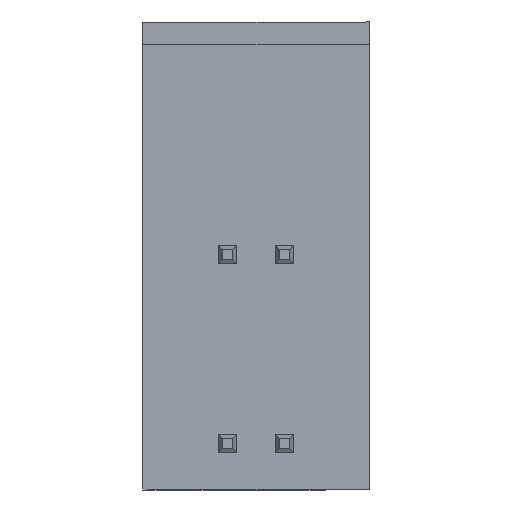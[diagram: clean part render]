
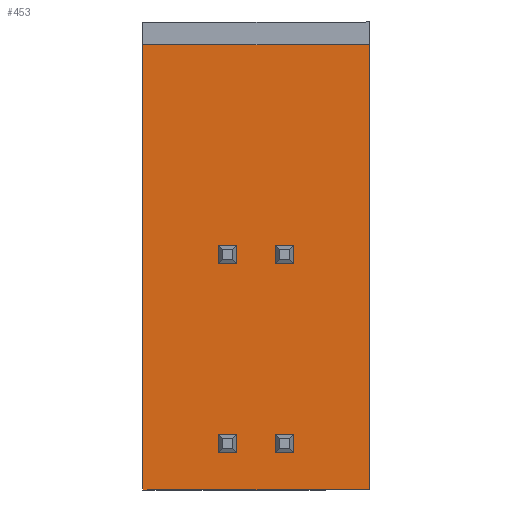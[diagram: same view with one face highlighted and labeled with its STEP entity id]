
A CAD part, left-side view. The second image highlights one B-rep face of the part: STEP entity #453.
In plain terms, the highlighted planar face has unit normal (-1, 0, 0).
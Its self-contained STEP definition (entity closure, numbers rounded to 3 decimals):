
#453 = ADVANCED_FACE( '', ( #947, #948, #949, #950, #951 ), #952, .F. );
#947 = FACE_BOUND( '', #1485, .T. );
#948 = FACE_BOUND( '', #1486, .T. );
#949 = FACE_OUTER_BOUND( '', #1487, .T. );
#950 = FACE_BOUND( '', #1488, .T. );
#951 = FACE_BOUND( '', #1489, .T. );
#952 = PLANE( '', #1490 );
#1485 = EDGE_LOOP( '', ( #2745, #2746, #2747, #2748 ) );
#1486 = EDGE_LOOP( '', ( #2749, #2750, #2751, #2752 ) );
#1487 = EDGE_LOOP( '', ( #2753, #2754, #2755, #2756 ) );
#1488 = EDGE_LOOP( '', ( #2757, #2758, #2759, #2760 ) );
#1489 = EDGE_LOOP( '', ( #2761, #2762, #2763, #2764 ) );
#1490 = AXIS2_PLACEMENT_3D( '', #2765, #2766, #2767 );
#2745 = ORIENTED_EDGE( '', *, *, #3672, .F. );
#2746 = ORIENTED_EDGE( '', *, *, #3669, .T. );
#2747 = ORIENTED_EDGE( '', *, *, #3205, .F. );
#2748 = ORIENTED_EDGE( '', *, *, #3534, .T. );
#2749 = ORIENTED_EDGE( '', *, *, #3673, .F. );
#2750 = ORIENTED_EDGE( '', *, *, #3674, .T. );
#2751 = ORIENTED_EDGE( '', *, *, #3570, .F. );
#2752 = ORIENTED_EDGE( '', *, *, #3649, .T. );
#2753 = ORIENTED_EDGE( '', *, *, #3675, .T. );
#2754 = ORIENTED_EDGE( '', *, *, #3503, .T. );
#2755 = ORIENTED_EDGE( '', *, *, #3412, .T. );
#2756 = ORIENTED_EDGE( '', *, *, #3617, .F. );
#2757 = ORIENTED_EDGE( '', *, *, #3324, .F. );
#2758 = ORIENTED_EDGE( '', *, *, #3599, .T. );
#2759 = ORIENTED_EDGE( '', *, *, #3247, .F. );
#2760 = ORIENTED_EDGE( '', *, *, #3676, .T. );
#2761 = ORIENTED_EDGE( '', *, *, #3677, .F. );
#2762 = ORIENTED_EDGE( '', *, *, #3190, .T. );
#2763 = ORIENTED_EDGE( '', *, *, #3580, .F. );
#2764 = ORIENTED_EDGE( '', *, *, #3595, .T. );
#2765 = CARTESIAN_POINT( '', ( -19.7, 198.5, -38.8 ) );
#2766 = DIRECTION( '', ( 1., 0., 0. ) );
#2767 = DIRECTION( '', ( 0., 0., -1. ) );
#3190 = EDGE_CURVE( '', #3816, #3817, #3818, .T. );
#3205 = EDGE_CURVE( '', #3841, #3843, #3844, .T. );
#3247 = EDGE_CURVE( '', #3914, #3916, #3917, .T. );
#3324 = EDGE_CURVE( '', #4042, #4045, #4046, .T. );
#3412 = EDGE_CURVE( '', #4185, #4182, #4186, .T. );
#3503 = EDGE_CURVE( '', #4313, #4185, #4314, .T. );
#3534 = EDGE_CURVE( '', #3841, #4354, #4355, .T. );
#3570 = EDGE_CURVE( '', #4400, #4402, #4403, .T. );
#3580 = EDGE_CURVE( '', #4415, #3817, #4417, .T. );
#3595 = EDGE_CURVE( '', #4415, #4437, #4438, .T. );
#3599 = EDGE_CURVE( '', #4042, #3916, #4442, .T. );
#3617 = EDGE_CURVE( '', #4461, #4182, #4463, .T. );
#3649 = EDGE_CURVE( '', #4400, #4503, #4504, .T. );
#3669 = EDGE_CURVE( '', #4527, #3843, #4528, .T. );
#3672 = EDGE_CURVE( '', #4527, #4354, #4531, .T. );
#3673 = EDGE_CURVE( '', #4532, #4503, #4533, .T. );
#3674 = EDGE_CURVE( '', #4532, #4402, #4534, .T. );
#3675 = EDGE_CURVE( '', #4461, #4313, #4535, .T. );
#3676 = EDGE_CURVE( '', #3914, #4045, #4536, .T. );
#3677 = EDGE_CURVE( '', #3816, #4437, #4537, .T. );
#3816 = VERTEX_POINT( '', #4708 );
#3817 = VERTEX_POINT( '', #4709 );
#3818 = LINE( '', #4710, #4711 );
#3841 = VERTEX_POINT( '', #4742 );
#3843 = VERTEX_POINT( '', #4745 );
#3844 = LINE( '', #4746, #4747 );
#3914 = VERTEX_POINT( '', #4852 );
#3916 = VERTEX_POINT( '', #4855 );
#3917 = LINE( '', #4856, #4857 );
#4042 = VERTEX_POINT( '', #5039 );
#4045 = VERTEX_POINT( '', #5043 );
#4046 = LINE( '', #5044, #5045 );
#4182 = VERTEX_POINT( '', #5236 );
#4185 = VERTEX_POINT( '', #5240 );
#4186 = LINE( '', #5241, #5242 );
#4313 = VERTEX_POINT( '', #5435 );
#4314 = LINE( '', #5436, #5437 );
#4354 = VERTEX_POINT( '', #5502 );
#4355 = LINE( '', #5503, #5504 );
#4400 = VERTEX_POINT( '', #5571 );
#4402 = VERTEX_POINT( '', #5574 );
#4403 = LINE( '', #5575, #5576 );
#4415 = VERTEX_POINT( '', #5591 );
#4417 = LINE( '', #5594, #5595 );
#4437 = VERTEX_POINT( '', #5624 );
#4438 = LINE( '', #5625, #5626 );
#4442 = LINE( '', #5632, #5633 );
#4461 = VERTEX_POINT( '', #5659 );
#4463 = LINE( '', #5662, #5663 );
#4503 = VERTEX_POINT( '', #5736 );
#4504 = LINE( '', #5737, #5738 );
#4527 = VERTEX_POINT( '', #5769 );
#4528 = LINE( '', #5770, #5771 );
#4531 = LINE( '', #5775, #5776 );
#4532 = VERTEX_POINT( '', #5777 );
#4533 = LINE( '', #5778, #5779 );
#4534 = LINE( '', #5780, #5781 );
#4535 = LINE( '', #5782, #5783 );
#4536 = LINE( '', #5784, #5785 );
#4537 = LINE( '', #5786, #5787 );
#4708 = CARTESIAN_POINT( '', ( -19.7, 208.5, -53.6 ) );
#4709 = CARTESIAN_POINT( '', ( -19.7, 207.3, -53.6 ) );
#4710 = CARTESIAN_POINT( '', ( -19.7, 198.5, -53.6 ) );
#4711 = VECTOR( '', #5921, 1000. );
#4742 = CARTESIAN_POINT( '', ( -19.7, 203.5, -54.8 ) );
#4745 = CARTESIAN_POINT( '', ( -19.7, 203.5, -53.6 ) );
#4746 = CARTESIAN_POINT( '', ( -19.7, 203.5, -38.8 ) );
#4747 = VECTOR( '', #5937, 1000. );
#4852 = CARTESIAN_POINT( '', ( -19.7, 207.3, -67.3 ) );
#4855 = CARTESIAN_POINT( '', ( -19.7, 207.3, -66.1 ) );
#4856 = CARTESIAN_POINT( '', ( -19.7, 207.3, -38.8 ) );
#4857 = VECTOR( '', #5980, 1000. );
#5039 = CARTESIAN_POINT( '', ( -19.7, 208.5, -66.1 ) );
#5043 = CARTESIAN_POINT( '', ( -19.7, 208.5, -67.3 ) );
#5044 = CARTESIAN_POINT( '', ( -19.7, 208.5, -38.8 ) );
#5045 = VECTOR( '', #6066, 1000. );
#5236 = CARTESIAN_POINT( '', ( -19.7, 213.5, -69.8 ) );
#5240 = CARTESIAN_POINT( '', ( -19.7, 213.5, -40.3 ) );
#5241 = CARTESIAN_POINT( '', ( -19.7, 213.5, -38.8 ) );
#5242 = VECTOR( '', #6153, 1000. );
#5435 = CARTESIAN_POINT( '', ( -19.7, 198.5, -40.3 ) );
#5436 = CARTESIAN_POINT( '', ( -19.7, 213.5, -40.3 ) );
#5437 = VECTOR( '', #6238, 1000. );
#5502 = CARTESIAN_POINT( '', ( -19.7, 204.7, -54.8 ) );
#5503 = CARTESIAN_POINT( '', ( -19.7, 198.5, -54.8 ) );
#5504 = VECTOR( '', #6267, 1000. );
#5571 = CARTESIAN_POINT( '', ( -19.7, 204.7, -66.1 ) );
#5574 = CARTESIAN_POINT( '', ( -19.7, 204.7, -67.3 ) );
#5575 = CARTESIAN_POINT( '', ( -19.7, 204.7, -38.8 ) );
#5576 = VECTOR( '', #6297, 1000. );
#5591 = CARTESIAN_POINT( '', ( -19.7, 207.3, -54.8 ) );
#5594 = CARTESIAN_POINT( '', ( -19.7, 207.3, -38.8 ) );
#5595 = VECTOR( '', #6308, 1000. );
#5624 = CARTESIAN_POINT( '', ( -19.7, 208.5, -54.8 ) );
#5625 = CARTESIAN_POINT( '', ( -19.7, 198.5, -54.8 ) );
#5626 = VECTOR( '', #6321, 1000. );
#5632 = CARTESIAN_POINT( '', ( -19.7, 198.5, -66.1 ) );
#5633 = VECTOR( '', #6324, 1000. );
#5659 = CARTESIAN_POINT( '', ( -19.7, 198.5, -69.8 ) );
#5662 = CARTESIAN_POINT( '', ( -19.7, 198.5, -69.8 ) );
#5663 = VECTOR( '', #6336, 1000. );
#5736 = CARTESIAN_POINT( '', ( -19.7, 203.5, -66.1 ) );
#5737 = CARTESIAN_POINT( '', ( -19.7, 198.5, -66.1 ) );
#5738 = VECTOR( '', #6360, 1000. );
#5769 = CARTESIAN_POINT( '', ( -19.7, 204.7, -53.6 ) );
#5770 = CARTESIAN_POINT( '', ( -19.7, 198.5, -53.6 ) );
#5771 = VECTOR( '', #6375, 1000. );
#5775 = CARTESIAN_POINT( '', ( -19.7, 204.7, -38.8 ) );
#5776 = VECTOR( '', #6377, 1000. );
#5777 = CARTESIAN_POINT( '', ( -19.7, 203.5, -67.3 ) );
#5778 = CARTESIAN_POINT( '', ( -19.7, 203.5, -38.8 ) );
#5779 = VECTOR( '', #6378, 1000. );
#5780 = CARTESIAN_POINT( '', ( -19.7, 198.5, -67.3 ) );
#5781 = VECTOR( '', #6379, 1000. );
#5782 = CARTESIAN_POINT( '', ( -19.7, 198.5, -45.27 ) );
#5783 = VECTOR( '', #6380, 1000. );
#5784 = CARTESIAN_POINT( '', ( -19.7, 198.5, -67.3 ) );
#5785 = VECTOR( '', #6381, 1000. );
#5786 = CARTESIAN_POINT( '', ( -19.7, 208.5, -38.8 ) );
#5787 = VECTOR( '', #6382, 1000. );
#5921 = DIRECTION( '', ( 0., -1., 0. ) );
#5937 = DIRECTION( '', ( 0., 0., 1. ) );
#5980 = DIRECTION( '', ( 0., 0., 1. ) );
#6066 = DIRECTION( '', ( 0., 0., -1. ) );
#6153 = DIRECTION( '', ( 0., 0., -1. ) );
#6238 = DIRECTION( '', ( 0., 1., 0. ) );
#6267 = DIRECTION( '', ( 0., 1., 0. ) );
#6297 = DIRECTION( '', ( 0., 0., -1. ) );
#6308 = DIRECTION( '', ( 0., 0., 1. ) );
#6321 = DIRECTION( '', ( 0., 1., 0. ) );
#6324 = DIRECTION( '', ( 0., -1., 0. ) );
#6336 = DIRECTION( '', ( 0., 1., 0. ) );
#6360 = DIRECTION( '', ( 0., -1., 0. ) );
#6375 = DIRECTION( '', ( 0., -1., 0. ) );
#6377 = DIRECTION( '', ( 0., 0., -1. ) );
#6378 = DIRECTION( '', ( 0., 0., 1. ) );
#6379 = DIRECTION( '', ( 0., 1., 0. ) );
#6380 = DIRECTION( '', ( 0., 0., 1. ) );
#6381 = DIRECTION( '', ( 0., 1., 0. ) );
#6382 = DIRECTION( '', ( 0., 0., -1. ) );
